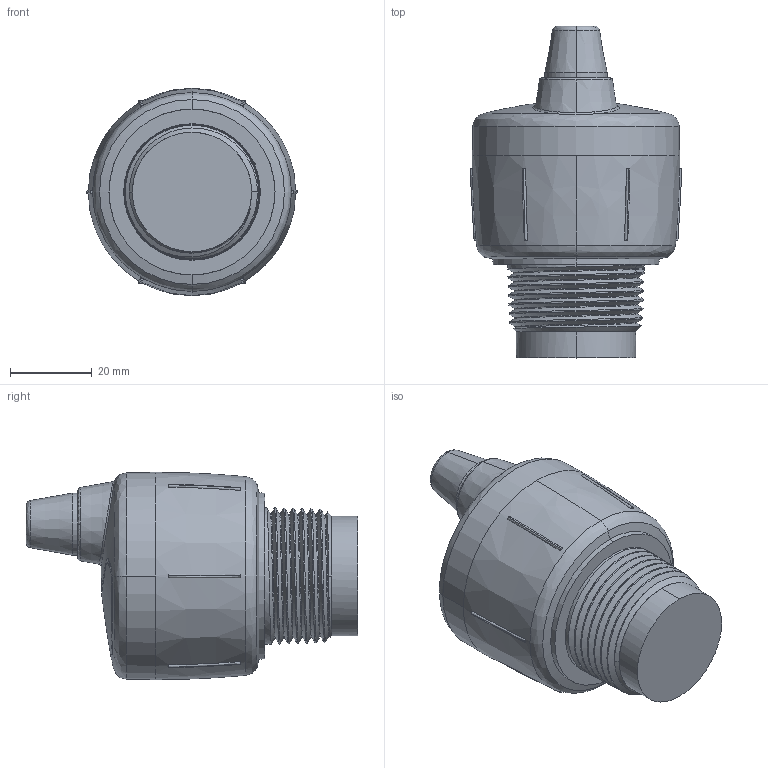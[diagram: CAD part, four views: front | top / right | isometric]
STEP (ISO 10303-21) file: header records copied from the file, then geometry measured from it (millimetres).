
FILE_DESCRIPTION (( 'STEP AP214' ), '1' );
FILE_NAME ('DX10_Level_Sensor nc.STEP', '2023-09-12T20:58:59', ( '' ), ( '' ), 'SwSTEP 2.0', 'SolidWorks 2021', '' );
FILE_SCHEMA (( 'AUTOMOTIVE_DESIGN' ));
Length unit declared in the file: inch
Products named in the file (1): DX10_Level_Sensor nc
Bounding box: 51.76 x 81.28 x 50.8 mm (x, y, z)
Volume: 95443.3 mm3; surface area: 20418 mm2
Topology: 4 solids, 4 shells, 149 faces, 360 edges, 231 vertices
Faces by surface type: bspline 69, plane 29, cylinder 26, cone 25
Entity records: 14581 total; most frequent: CARTESIAN_POINT 9621, ORIENTED_EDGE 720, DIRECTION 463, EDGE_CURVE 360, VERTEX_POINT 231, AXIS2_PLACEMENT_3D 203, B_SPLINE_CURVE_WITH_KNOTS 166, EDGE_LOOP 161
